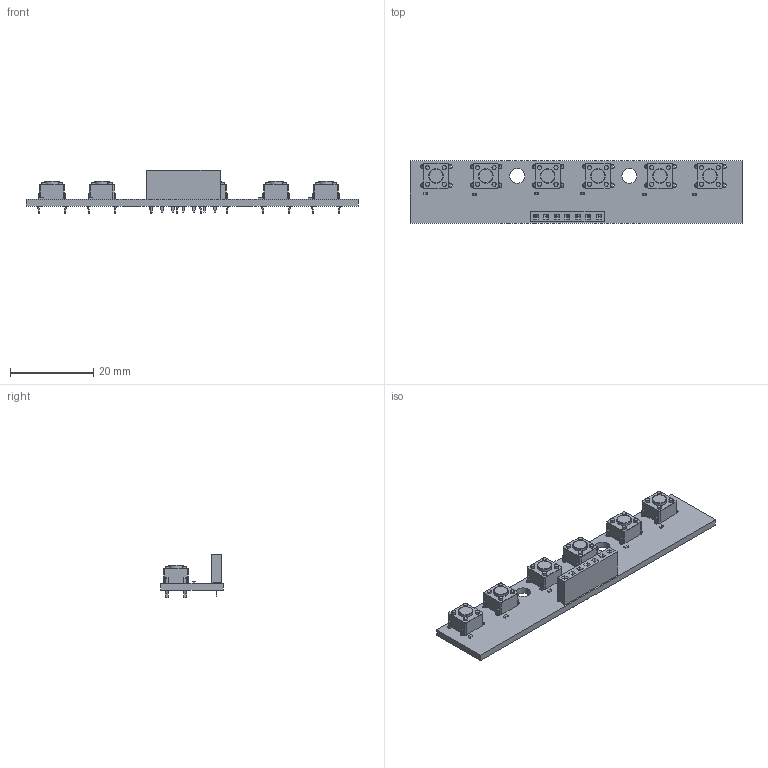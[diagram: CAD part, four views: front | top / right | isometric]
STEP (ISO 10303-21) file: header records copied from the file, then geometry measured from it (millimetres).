
FILE_DESCRIPTION(('KiCad electronic assembly'),'2;1');
FILE_NAME('MenuPanel.step','2024-09-25T22:46:45',('Pcbnew'),('Kicad'), 'Open CASCADE STEP processor 7.8','KiCad to STEP converter','Unknown' );
FILE_SCHEMA(('AUTOMOTIVE_DESIGN { 1 0 10303 214 1 1 1 1 }'));
Length unit declared in the file: millimetre
Products named in the file (8): MenuPanel 1; SW_PUSH_6mm_H4.3mm; SW_PUSH_6mm_h4.3mm; R_0402_1005Metric; PinSocket_1x07_P2.54mm_Vertical; PinSocket_1x07_P254mm_Vertical; MenuPanel_PCB
Assembly tree (17 placements, depth 3):
  MenuPanel 1
    SW_PUSH_6mm_H4.3mm  x6
      SW_PUSH_6mm_h4.3mm
    R_0402_1005Metric  x6
      R_0402_1005Metric
    PinSocket_1x07_P2.54mm_Vertical
      PinSocket_1x07_P254mm_Vertical
    MenuPanel_PCB
Bounding box: 80 x 15 x 10.5 mm (x, y, z)
Volume: 2990.8 mm3; surface area: 4567.3 mm2
Topology: 14 solids, 14 shells, 1052 faces, 2765 edges, 1792 vertices
Faces by surface type: plane 719, cylinder 327, torus 6
Full cylindrical faces by diameter (mm): 1 x31, 1.1 x24, 3.5 x6, 3.599 x1, 3.612 x1
Entity records: 14909 total; most frequent: CARTESIAN_POINT 2132, ORIENTED_EDGE 2080, DIRECTION 2032, EDGE_CURVE 1040, LINE 878, VECTOR 878, VERTEX_POINT 677, AXIS2_PLACEMENT_3D 577
